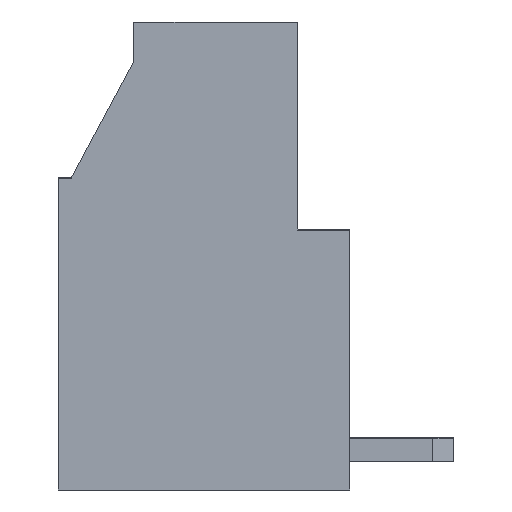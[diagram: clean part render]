
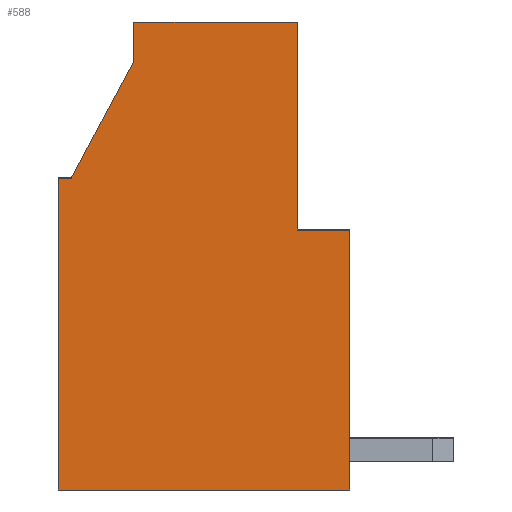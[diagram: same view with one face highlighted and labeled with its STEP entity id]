
A CAD part, front view. The second image highlights one B-rep face of the part: STEP entity #588.
In plain terms, the highlighted planar face has unit normal (0, -1, 0).
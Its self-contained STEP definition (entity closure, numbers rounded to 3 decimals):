
#588 = ADVANCED_FACE( '', ( #1230 ), #1231, .F. );
#1230 = FACE_OUTER_BOUND( '', #1947, .T. );
#1231 = PLANE( '', #1948 );
#1947 = EDGE_LOOP( '', ( #3542, #3543, #3544, #3545, #3546, #3547, #3548, #3549, #3550 ) );
#1948 = AXIS2_PLACEMENT_3D( '', #3551, #3552, #3553 );
#3542 = ORIENTED_EDGE( '', *, *, #5064, .T. );
#3543 = ORIENTED_EDGE( '', *, *, #4961, .T. );
#3544 = ORIENTED_EDGE( '', *, *, #5006, .T. );
#3545 = ORIENTED_EDGE( '', *, *, #4564, .T. );
#3546 = ORIENTED_EDGE( '', *, *, #5065, .T. );
#3547 = ORIENTED_EDGE( '', *, *, #5066, .T. );
#3548 = ORIENTED_EDGE( '', *, *, #5023, .F. );
#3549 = ORIENTED_EDGE( '', *, *, #5067, .F. );
#3550 = ORIENTED_EDGE( '', *, *, #4832, .F. );
#3551 = CARTESIAN_POINT( '', ( 12.32, -2.5, -5.26 ) );
#3552 = DIRECTION( '', ( 0., 1., 0. ) );
#3553 = DIRECTION( '', ( 1., 0., 0. ) );
#4564 = EDGE_CURVE( '', #5552, #5550, #5553, .T. );
#4832 = EDGE_CURVE( '', #5983, #5985, #5986, .T. );
#4961 = EDGE_CURVE( '', #6170, #6168, #6171, .T. );
#5006 = EDGE_CURVE( '', #6168, #5552, #6236, .T. );
#5023 = EDGE_CURVE( '', #6253, #6255, #6256, .T. );
#5064 = EDGE_CURVE( '', #5983, #6170, #6308, .T. );
#5065 = EDGE_CURVE( '', #5550, #6309, #6310, .T. );
#5066 = EDGE_CURVE( '', #6309, #6255, #6311, .T. );
#5067 = EDGE_CURVE( '', #5985, #6253, #6312, .T. );
#5550 = VERTEX_POINT( '', #6952 );
#5552 = VERTEX_POINT( '', #6955 );
#5553 = LINE( '', #6956, #6957 );
#5983 = VERTEX_POINT( '', #7586 );
#5985 = VERTEX_POINT( '', #7589 );
#5986 = LINE( '', #7590, #7591 );
#6168 = VERTEX_POINT( '', #7869 );
#6170 = VERTEX_POINT( '', #7872 );
#6171 = LINE( '', #7873, #7874 );
#6236 = LINE( '', #7971, #7972 );
#6253 = VERTEX_POINT( '', #7997 );
#6255 = VERTEX_POINT( '', #8000 );
#6256 = LINE( '', #8001, #8002 );
#6308 = LINE( '', #8079, #8080 );
#6309 = VERTEX_POINT( '', #8081 );
#6310 = LINE( '', #8082, #8083 );
#6311 = LINE( '', #8084, #8085 );
#6312 = LINE( '', #8086, #8087 );
#6952 = CARTESIAN_POINT( '', ( 9.2, -2.5, 10. ) );
#6955 = CARTESIAN_POINT( '', ( 11.2, -2.5, 10. ) );
#6956 = CARTESIAN_POINT( '', ( 5.35, -2.5, 10. ) );
#6957 = VECTOR( '', #8552, 1000. );
#7586 = CARTESIAN_POINT( '', ( 0., -2.5, 12. ) );
#7589 = CARTESIAN_POINT( '', ( 0.5, -2.5, 12. ) );
#7590 = CARTESIAN_POINT( '', ( 5.35, -2.5, 12. ) );
#7591 = VECTOR( '', #8786, 1000. );
#7869 = CARTESIAN_POINT( '', ( 11.2, -2.5, 0. ) );
#7872 = CARTESIAN_POINT( '', ( 0., -2.5, 0. ) );
#7873 = CARTESIAN_POINT( '', ( 5.35, -2.5, 0. ) );
#7874 = VECTOR( '', #8890, 1000. );
#7971 = CARTESIAN_POINT( '', ( 11.2, -2.5, -1. ) );
#7972 = VECTOR( '', #8923, 1000. );
#7997 = CARTESIAN_POINT( '', ( 2.9, -2.5, 16.5 ) );
#8000 = CARTESIAN_POINT( '', ( 2.9, -2.5, 18. ) );
#8001 = CARTESIAN_POINT( '', ( 2.9, -2.5, -1. ) );
#8002 = VECTOR( '', #8933, 1000. );
#8079 = CARTESIAN_POINT( '', ( 0., -2.5, -1. ) );
#8080 = VECTOR( '', #8965, 1000. );
#8081 = CARTESIAN_POINT( '', ( 9.2, -2.5, 18. ) );
#8082 = CARTESIAN_POINT( '', ( 9.2, -2.5, -1. ) );
#8083 = VECTOR( '', #8966, 1000. );
#8084 = CARTESIAN_POINT( '', ( 5.35, -2.5, 18. ) );
#8085 = VECTOR( '', #8967, 1000. );
#8086 = CARTESIAN_POINT( '', ( -6.433, -2.5, -1. ) );
#8087 = VECTOR( '', #8968, 1000. );
#8552 = DIRECTION( '', ( -1., 0., 0. ) );
#8786 = DIRECTION( '', ( 1., 0., 0. ) );
#8890 = DIRECTION( '', ( 1., 0., 0. ) );
#8923 = DIRECTION( '', ( 0., 0., 1. ) );
#8933 = DIRECTION( '', ( 0., 0., 1. ) );
#8965 = DIRECTION( '', ( 0., 0., -1. ) );
#8966 = DIRECTION( '', ( 0., 0., 1. ) );
#8967 = DIRECTION( '', ( -1., 0., 0. ) );
#8968 = DIRECTION( '', ( 0.471, 0., 0.882 ) );
